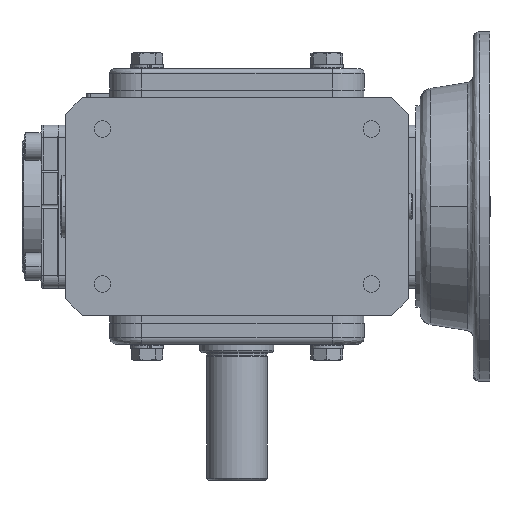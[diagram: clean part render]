
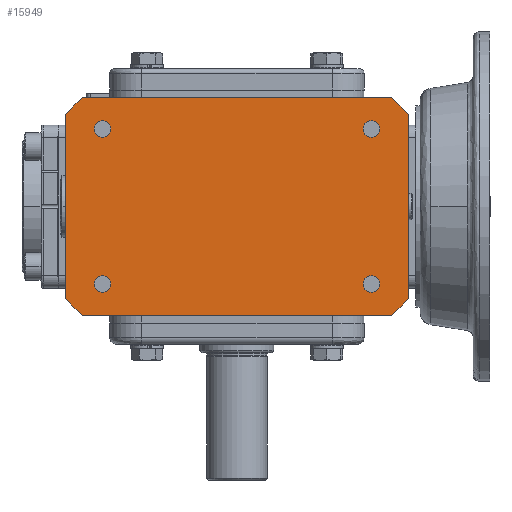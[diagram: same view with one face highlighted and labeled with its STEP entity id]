
A CAD part, front view. The second image highlights one B-rep face of the part: STEP entity #15949.
In plain terms, the highlighted planar face has unit normal (0, -1, 0).
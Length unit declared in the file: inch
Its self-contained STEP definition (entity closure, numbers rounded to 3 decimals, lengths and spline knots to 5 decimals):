
#8 = CIRCLE ( 'NONE', #642, 0.15625 ) ;
#499 = ORIENTED_EDGE ( 'NONE', *, *, #9664, .T. ) ;
#522 = VECTOR ( 'NONE', #5871, 39.37008 ) ;
#642 = AXIS2_PLACEMENT_3D ( 'NONE', #14775, #7221, #16053 ) ;
#696 = CARTESIAN_POINT ( 'NONE',  ( -2.5, -2.5, 1.43996 ) ) ;
#753 = LINE ( 'NONE', #5385, #7470 ) ;
#802 = CARTESIAN_POINT ( 'NONE',  ( -2.5, -2.5, 1.28371 ) ) ;
#887 = DIRECTION ( 'NONE',  ( 0., 0., -1. ) ) ;
#909 = CARTESIAN_POINT ( 'NONE',  ( -2.87402, -2.5, 2.02756 ) ) ;
#1059 = DIRECTION ( 'NONE',  ( 0., 0., -1. ) ) ;
#1074 = EDGE_CURVE ( 'NONE', #8261, #3398, #3605, .T. ) ;
#1094 = CARTESIAN_POINT ( 'NONE',  ( -3.18898, -2.5, 1.7126 ) ) ;
#1510 = CARTESIAN_POINT ( 'NONE',  ( -3.18898, -2.5, -1.7126 ) ) ;
#1695 = CARTESIAN_POINT ( 'NONE',  ( 2.5, -2.5, -1.59621 ) ) ;
#1832 = DIRECTION ( 'NONE',  ( 0., 1., 0. ) ) ;
#1961 = DIRECTION ( 'NONE',  ( 0., 0., -1. ) ) ;
#2146 = VERTEX_POINT ( 'NONE', #15125 ) ;
#2165 = CARTESIAN_POINT ( 'NONE',  ( -2.5, -2.5, -1.28371 ) ) ;
#2269 = FACE_BOUND ( 'NONE', #3289, .T. ) ;
#2462 = CARTESIAN_POINT ( 'NONE',  ( 2.87402, -2.5, -2.02756 ) ) ;
#2580 = ORIENTED_EDGE ( 'NONE', *, *, #6299, .T. ) ;
#2708 = CARTESIAN_POINT ( 'NONE',  ( 2.5, -2.5, 1.28371 ) ) ;
#2709 = VERTEX_POINT ( 'NONE', #1094 ) ;
#2820 = VERTEX_POINT ( 'NONE', #15163 ) ;
#2932 = ORIENTED_EDGE ( 'NONE', *, *, #10712, .T. ) ;
#3017 = EDGE_LOOP ( 'NONE', ( #5197, #2932, #10400, #499, #14333, #7329, #13947, #10467 ) ) ;
#3289 = EDGE_LOOP ( 'NONE', ( #2580, #13668 ) ) ;
#3398 = VERTEX_POINT ( 'NONE', #8867 ) ;
#3597 = ORIENTED_EDGE ( 'NONE', *, *, #13546, .T. ) ;
#3605 = CIRCLE ( 'NONE', #11946, 0.15625 ) ;
#4110 = DIRECTION ( 'NONE',  ( 0., 0., -1. ) ) ;
#4307 = EDGE_CURVE ( 'NONE', #2709, #4599, #14455, .T. ) ;
#4325 = DIRECTION ( 'NONE',  ( 0., 0., 1. ) ) ;
#4387 = DIRECTION ( 'NONE',  ( 0., 1., 0. ) ) ;
#4485 = CARTESIAN_POINT ( 'NONE',  ( 2.5, -2.5, 1.59621 ) ) ;
#4522 = DIRECTION ( 'NONE',  ( 0., -1., 0. ) ) ;
#4556 = EDGE_LOOP ( 'NONE', ( #14762, #3597 ) ) ;
#4599 = VERTEX_POINT ( 'NONE', #6611 ) ;
#4873 = AXIS2_PLACEMENT_3D ( 'NONE', #6045, #14886, #7335 ) ;
#5025 = VERTEX_POINT ( 'NONE', #2708 ) ;
#5103 = VERTEX_POINT ( 'NONE', #14230 ) ;
#5110 = AXIS2_PLACEMENT_3D ( 'NONE', #9401, #1832, #10682 ) ;
#5197 = ORIENTED_EDGE ( 'NONE', *, *, #9953, .T. ) ;
#5210 = FACE_BOUND ( 'NONE', #4556, .T. ) ;
#5226 = ORIENTED_EDGE ( 'NONE', *, *, #7313, .T. ) ;
#5385 = CARTESIAN_POINT ( 'NONE',  ( -3.18898, -2.5, 2.02756 ) ) ;
#5490 = CIRCLE ( 'NONE', #12915, 0.15625 ) ;
#5550 = CARTESIAN_POINT ( 'NONE',  ( 2.87402, -2.5, 2.02756 ) ) ;
#5601 = FACE_OUTER_BOUND ( 'NONE', #3017, .T. ) ;
#5744 = EDGE_CURVE ( 'NONE', #7728, #15123, #9313, .T. ) ;
#5805 = EDGE_LOOP ( 'NONE', ( #14225, #5226 ) ) ;
#5871 = DIRECTION ( 'NONE',  ( 0.707, 0., 0.707 ) ) ;
#6045 = CARTESIAN_POINT ( 'NONE',  ( -2.5, -2.5, -1.43996 ) ) ;
#6245 = EDGE_CURVE ( 'NONE', #15486, #8985, #8, .T. ) ;
#6255 = LINE ( 'NONE', #5550, #8834 ) ;
#6299 = EDGE_CURVE ( 'NONE', #8985, #15486, #15604, .T. ) ;
#6327 = VERTEX_POINT ( 'NONE', #9932 ) ;
#6456 = LINE ( 'NONE', #8134, #16150 ) ;
#6568 = CARTESIAN_POINT ( 'NONE',  ( -3.18898, -2.5, 2.02756 ) ) ;
#6611 = CARTESIAN_POINT ( 'NONE',  ( -2.87402, -2.5, 2.02756 ) ) ;
#6617 = CARTESIAN_POINT ( 'NONE',  ( 2.5, -2.5, -1.43996 ) ) ;
#6636 = EDGE_CURVE ( 'NONE', #13752, #5025, #7895, .T. ) ;
#7221 = DIRECTION ( 'NONE',  ( 0., 1., 0. ) ) ;
#7313 = EDGE_CURVE ( 'NONE', #3398, #8261, #5490, .T. ) ;
#7329 = ORIENTED_EDGE ( 'NONE', *, *, #7765, .F. ) ;
#7335 = DIRECTION ( 'NONE',  ( 0., 0., -1. ) ) ;
#7470 = VECTOR ( 'NONE', #12958, 39.37008 ) ;
#7637 = LINE ( 'NONE', #15979, #522 ) ;
#7673 = EDGE_CURVE ( 'NONE', #4599, #5103, #753, .T. ) ;
#7693 = CARTESIAN_POINT ( 'NONE',  ( 2.5, -2.5, -1.28371 ) ) ;
#7728 = VERTEX_POINT ( 'NONE', #1695 ) ;
#7765 = EDGE_CURVE ( 'NONE', #5103, #8218, #6255, .T. ) ;
#7883 = AXIS2_PLACEMENT_3D ( 'NONE', #12082, #4522, #13341 ) ;
#7889 = AXIS2_PLACEMENT_3D ( 'NONE', #16172, #8611, #1059 ) ;
#7895 = CIRCLE ( 'NONE', #14695, 0.15625 ) ;
#7905 = DIRECTION ( 'NONE',  ( 0., 0., -1. ) ) ;
#8000 = LINE ( 'NONE', #1510, #10978 ) ;
#8110 = DIRECTION ( 'NONE',  ( 0.707, 0., -0.707 ) ) ;
#8134 = CARTESIAN_POINT ( 'NONE',  ( 3.18898, -2.5, 2.02756 ) ) ;
#8218 = VERTEX_POINT ( 'NONE', #10756 ) ;
#8261 = VERTEX_POINT ( 'NONE', #802 ) ;
#8446 = DIRECTION ( 'NONE',  ( 0., 1., 0. ) ) ;
#8573 = FACE_BOUND ( 'NONE', #5805, .T. ) ;
#8611 = DIRECTION ( 'NONE',  ( 0., 1., 0. ) ) ;
#8676 = EDGE_CURVE ( 'NONE', #5025, #13752, #13971, .T. ) ;
#8698 = EDGE_CURVE ( 'NONE', #2820, #8218, #6456, .T. ) ;
#8834 = VECTOR ( 'NONE', #8110, 39.37008 ) ;
#8867 = CARTESIAN_POINT ( 'NONE',  ( -2.5, -2.5, 1.59621 ) ) ;
#8985 = VERTEX_POINT ( 'NONE', #15005 ) ;
#9313 = CIRCLE ( 'NONE', #7889, 0.15625 ) ;
#9401 = CARTESIAN_POINT ( 'NONE',  ( 2.5, -2.5, 1.43996 ) ) ;
#9409 = LINE ( 'NONE', #13657, #12755 ) ;
#9531 = DIRECTION ( 'NONE',  ( 0., 1., 0. ) ) ;
#9545 = PLANE ( 'NONE',  #7883 ) ;
#9664 = EDGE_CURVE ( 'NONE', #14515, #2820, #7637, .T. ) ;
#9764 = EDGE_CURVE ( 'NONE', #6327, #14515, #9409, .T. ) ;
#9932 = CARTESIAN_POINT ( 'NONE',  ( -2.87402, -2.5, -2.02756 ) ) ;
#9953 = EDGE_CURVE ( 'NONE', #2709, #2146, #10801, .T. ) ;
#10354 = DIRECTION ( 'NONE',  ( 0.707, 0., -0.707 ) ) ;
#10399 = VECTOR ( 'NONE', #4110, 39.37008 ) ;
#10400 = ORIENTED_EDGE ( 'NONE', *, *, #9764, .T. ) ;
#10467 = ORIENTED_EDGE ( 'NONE', *, *, #4307, .F. ) ;
#10682 = DIRECTION ( 'NONE',  ( 0., 0., -1. ) ) ;
#10712 = EDGE_CURVE ( 'NONE', #2146, #6327, #8000, .T. ) ;
#10756 = CARTESIAN_POINT ( 'NONE',  ( 3.18898, -2.5, 1.7126 ) ) ;
#10801 = LINE ( 'NONE', #6568, #10399 ) ;
#10978 = VECTOR ( 'NONE', #10354, 39.37008 ) ;
#11136 = DIRECTION ( 'NONE',  ( 0.707, 0., 0.707 ) ) ;
#11142 = VECTOR ( 'NONE', #11136, 39.37008 ) ;
#11945 = CARTESIAN_POINT ( 'NONE',  ( 2.5, -2.5, 1.43996 ) ) ;
#11946 = AXIS2_PLACEMENT_3D ( 'NONE', #696, #9531, #1961 ) ;
#12082 = CARTESIAN_POINT ( 'NONE',  ( -3.18898, -2.5, 2.24409 ) ) ;
#12755 = VECTOR ( 'NONE', #14871, 39.37008 ) ;
#12915 = AXIS2_PLACEMENT_3D ( 'NONE', #16006, #8446, #887 ) ;
#12958 = DIRECTION ( 'NONE',  ( 1., 0., 0. ) ) ;
#13218 = DIRECTION ( 'NONE',  ( 0., 0., -1. ) ) ;
#13341 = DIRECTION ( 'NONE',  ( 1., 0., 0. ) ) ;
#13546 = EDGE_CURVE ( 'NONE', #15123, #7728, #13776, .T. ) ;
#13657 = CARTESIAN_POINT ( 'NONE',  ( -3.18898, -2.5, -2.02756 ) ) ;
#13668 = ORIENTED_EDGE ( 'NONE', *, *, #6245, .T. ) ;
#13688 = ORIENTED_EDGE ( 'NONE', *, *, #6636, .T. ) ;
#13752 = VERTEX_POINT ( 'NONE', #4485 ) ;
#13776 = CIRCLE ( 'NONE', #14394, 0.15625 ) ;
#13947 = ORIENTED_EDGE ( 'NONE', *, *, #7673, .F. ) ;
#13971 = CIRCLE ( 'NONE', #5110, 0.15625 ) ;
#14225 = ORIENTED_EDGE ( 'NONE', *, *, #1074, .T. ) ;
#14230 = CARTESIAN_POINT ( 'NONE',  ( 2.87402, -2.5, 2.02756 ) ) ;
#14305 = ORIENTED_EDGE ( 'NONE', *, *, #8676, .T. ) ;
#14333 = ORIENTED_EDGE ( 'NONE', *, *, #8698, .T. ) ;
#14394 = AXIS2_PLACEMENT_3D ( 'NONE', #6617, #15458, #7905 ) ;
#14455 = LINE ( 'NONE', #909, #11142 ) ;
#14515 = VERTEX_POINT ( 'NONE', #2462 ) ;
#14596 = EDGE_LOOP ( 'NONE', ( #14305, #13688 ) ) ;
#14695 = AXIS2_PLACEMENT_3D ( 'NONE', #11945, #4387, #13218 ) ;
#14762 = ORIENTED_EDGE ( 'NONE', *, *, #5744, .T. ) ;
#14775 = CARTESIAN_POINT ( 'NONE',  ( -2.5, -2.5, -1.43996 ) ) ;
#14871 = DIRECTION ( 'NONE',  ( 1., 0., 0. ) ) ;
#14886 = DIRECTION ( 'NONE',  ( 0., 1., 0. ) ) ;
#15005 = CARTESIAN_POINT ( 'NONE',  ( -2.5, -2.5, -1.59621 ) ) ;
#15123 = VERTEX_POINT ( 'NONE', #7693 ) ;
#15125 = CARTESIAN_POINT ( 'NONE',  ( -3.18898, -2.5, -1.7126 ) ) ;
#15163 = CARTESIAN_POINT ( 'NONE',  ( 3.18898, -2.5, -1.7126 ) ) ;
#15284 = FACE_BOUND ( 'NONE', #14596, .T. ) ;
#15458 = DIRECTION ( 'NONE',  ( 0., 1., 0. ) ) ;
#15486 = VERTEX_POINT ( 'NONE', #2165 ) ;
#15604 = CIRCLE ( 'NONE', #4873, 0.15625 ) ;
#15949 = ADVANCED_FACE ( 'NONE', ( #5601, #2269, #8573, #15284, #5210 ), #9545, .T. ) ;
#15979 = CARTESIAN_POINT ( 'NONE',  ( 3.18898, -2.5, -1.7126 ) ) ;
#16006 = CARTESIAN_POINT ( 'NONE',  ( -2.5, -2.5, 1.43996 ) ) ;
#16053 = DIRECTION ( 'NONE',  ( 0., 0., -1. ) ) ;
#16150 = VECTOR ( 'NONE', #4325, 39.37008 ) ;
#16172 = CARTESIAN_POINT ( 'NONE',  ( 2.5, -2.5, -1.43996 ) ) ;
